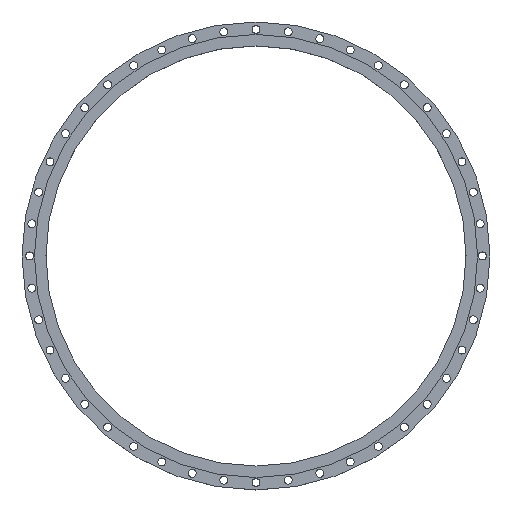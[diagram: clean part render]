
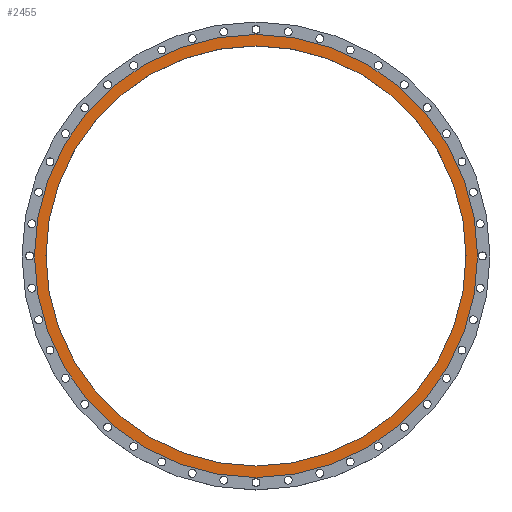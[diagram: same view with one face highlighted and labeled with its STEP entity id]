
A CAD part, top view. The second image highlights one B-rep face of the part: STEP entity #2455.
In plain terms, the highlighted planar face has unit normal (0, 0, 1).
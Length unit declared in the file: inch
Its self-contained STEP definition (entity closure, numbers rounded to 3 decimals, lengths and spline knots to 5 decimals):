
#141 = DIRECTION ( 'NONE',  ( -1., 0., 0. ) ) ;
#148 = VERTEX_POINT ( 'NONE', #1688 ) ;
#231 = CARTESIAN_POINT ( 'NONE',  ( 29.625, 0., 0. ) ) ;
#311 = CARTESIAN_POINT ( 'NONE',  ( -29.625, 0., 0. ) ) ;
#406 = AXIS2_PLACEMENT_3D ( 'NONE', #3648, #2523, #141 ) ;
#652 = AXIS2_PLACEMENT_3D ( 'NONE', #2233, #1427, #1715 ) ;
#713 = CIRCLE ( 'NONE', #652, 29.625 ) ;
#769 = EDGE_CURVE ( 'NONE', #1066, #1893, #3238, .T. ) ;
#779 = DIRECTION ( 'NONE',  ( 0., 0., 1. ) ) ;
#855 = EDGE_LOOP ( 'NONE', ( #2033, #1647 ) ) ;
#933 = AXIS2_PLACEMENT_3D ( 'NONE', #1301, #1010, #1361 ) ;
#990 = CIRCLE ( 'NONE', #3307, 31.25 ) ;
#1010 = DIRECTION ( 'NONE',  ( 0., 0., 1. ) ) ;
#1066 = VERTEX_POINT ( 'NONE', #311 ) ;
#1125 = ORIENTED_EDGE ( 'NONE', *, *, #3508, .F. ) ;
#1152 = DIRECTION ( 'NONE',  ( 0., 0., 1. ) ) ;
#1301 = CARTESIAN_POINT ( 'NONE',  ( 0., 0., 0. ) ) ;
#1304 = CIRCLE ( 'NONE', #3243, 31.25 ) ;
#1343 = EDGE_CURVE ( 'NONE', #1816, #148, #1304, .T. ) ;
#1361 = DIRECTION ( 'NONE',  ( 1., 0., 0. ) ) ;
#1376 = EDGE_LOOP ( 'NONE', ( #1125, #3400 ) ) ;
#1427 = DIRECTION ( 'NONE',  ( 0., 0., 1. ) ) ;
#1446 = CARTESIAN_POINT ( 'NONE',  ( 31.25, 0., 0. ) ) ;
#1647 = ORIENTED_EDGE ( 'NONE', *, *, #1827, .T. ) ;
#1688 = CARTESIAN_POINT ( 'NONE',  ( -31.25, 0., 0. ) ) ;
#1715 = DIRECTION ( 'NONE',  ( 1., 0., 0. ) ) ;
#1816 = VERTEX_POINT ( 'NONE', #1446 ) ;
#1827 = EDGE_CURVE ( 'NONE', #148, #1816, #990, .T. ) ;
#1893 = VERTEX_POINT ( 'NONE', #231 ) ;
#2033 = ORIENTED_EDGE ( 'NONE', *, *, #1343, .T. ) ;
#2221 = PLANE ( 'NONE',  #406 ) ;
#2233 = CARTESIAN_POINT ( 'NONE',  ( 0., 0., 0. ) ) ;
#2329 = DIRECTION ( 'NONE',  ( 1., 0., 0. ) ) ;
#2455 = ADVANCED_FACE ( 'NONE', ( #3342, #3325 ), #2221, .F. ) ;
#2523 = DIRECTION ( 'NONE',  ( 0., 0., -1. ) ) ;
#3038 = CARTESIAN_POINT ( 'NONE',  ( 0., 0., 0. ) ) ;
#3238 = CIRCLE ( 'NONE', #933, 29.625 ) ;
#3243 = AXIS2_PLACEMENT_3D ( 'NONE', #3038, #779, #3341 ) ;
#3307 = AXIS2_PLACEMENT_3D ( 'NONE', #3759, #1152, #2329 ) ;
#3325 = FACE_OUTER_BOUND ( 'NONE', #855, .T. ) ;
#3341 = DIRECTION ( 'NONE',  ( 1., 0., 0. ) ) ;
#3342 = FACE_BOUND ( 'NONE', #1376, .T. ) ;
#3400 = ORIENTED_EDGE ( 'NONE', *, *, #769, .F. ) ;
#3508 = EDGE_CURVE ( 'NONE', #1893, #1066, #713, .T. ) ;
#3648 = CARTESIAN_POINT ( 'NONE',  ( 0., 29.625, 0. ) ) ;
#3759 = CARTESIAN_POINT ( 'NONE',  ( 0., 0., 0. ) ) ;
